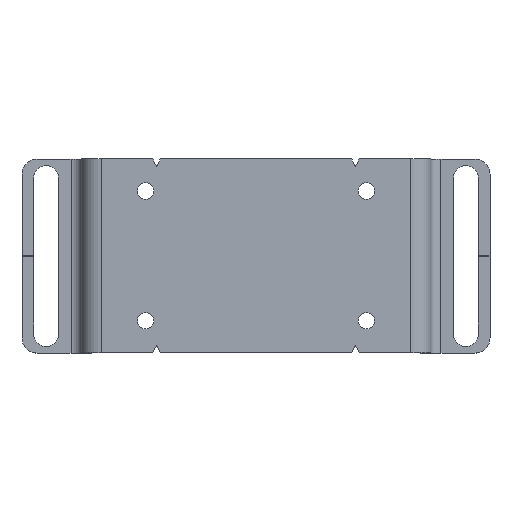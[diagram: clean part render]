
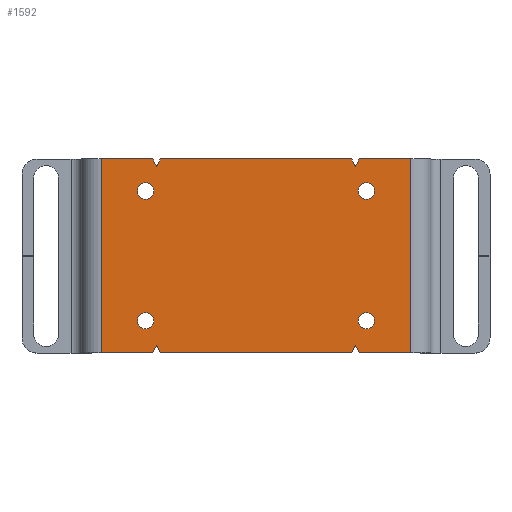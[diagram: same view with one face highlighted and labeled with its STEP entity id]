
A CAD part, top view. The second image highlights one B-rep face of the part: STEP entity #1592.
In plain terms, the highlighted planar face has unit normal (0, 0, 1).
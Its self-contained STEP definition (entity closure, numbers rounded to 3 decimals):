
#55=DIRECTION('',(0.,1.,0.));
#56=VECTOR('',#55,51.);
#57=CARTESIAN_POINT('',(40.64,-25.5,2.66));
#58=LINE('',#57,#56);
#157=DIRECTION('',(-1.,0.,0.));
#158=VECTOR('',#157,50.268);
#159=CARTESIAN_POINT('',(25.134,25.5,2.66));
#160=LINE('',#159,#158);
#177=DIRECTION('',(-0.447,0.894,0.));
#178=VECTOR('',#177,2.236);
#179=CARTESIAN_POINT('',(-26.134,23.5,2.66));
#180=LINE('',#179,#178);
#181=DIRECTION('',(-0.447,-0.894,0.));
#182=VECTOR('',#181,2.236);
#183=CARTESIAN_POINT('',(-25.134,25.5,2.66));
#184=LINE('',#183,#182);
#185=DIRECTION('',(-0.447,0.894,0.));
#186=VECTOR('',#185,2.236);
#187=CARTESIAN_POINT('',(26.134,23.5,2.66));
#188=LINE('',#187,#186);
#189=DIRECTION('',(-0.447,-0.894,0.));
#190=VECTOR('',#189,2.236);
#191=CARTESIAN_POINT('',(27.134,25.5,2.66));
#192=LINE('',#191,#190);
#193=DIRECTION('',(-1.,0.,0.));
#194=VECTOR('',#193,13.506);
#195=CARTESIAN_POINT('',(40.64,25.5,2.66));
#196=LINE('',#195,#194);
#197=DIRECTION('',(0.447,-0.894,0.));
#198=VECTOR('',#197,2.236);
#199=CARTESIAN_POINT('',(26.134,-23.5,2.66));
#200=LINE('',#199,#198);
#201=DIRECTION('',(0.447,0.894,0.));
#202=VECTOR('',#201,2.236);
#203=CARTESIAN_POINT('',(25.134,-25.5,2.66));
#204=LINE('',#203,#202);
#205=DIRECTION('',(0.447,-0.894,0.));
#206=VECTOR('',#205,2.236);
#207=CARTESIAN_POINT('',(-26.134,-23.5,2.66));
#208=LINE('',#207,#206);
#209=DIRECTION('',(0.447,0.894,0.));
#210=VECTOR('',#209,2.236);
#211=CARTESIAN_POINT('',(-27.134,-25.5,2.66));
#212=LINE('',#211,#210);
#213=CARTESIAN_POINT('',(-29.,17.05,2.66));
#214=DIRECTION('',(0.,0.,-1.));
#215=DIRECTION('',(-1.,0.,0.));
#216=AXIS2_PLACEMENT_3D('',#213,#214,#215);
#218=CARTESIAN_POINT('',(-29.,17.05,2.66));
#219=DIRECTION('',(0.,0.,-1.));
#220=DIRECTION('',(1.,0.,0.));
#221=AXIS2_PLACEMENT_3D('',#218,#219,#220);
#223=CARTESIAN_POINT('',(29.,17.05,2.66));
#224=DIRECTION('',(0.,0.,-1.));
#225=DIRECTION('',(-1.,0.,0.));
#226=AXIS2_PLACEMENT_3D('',#223,#224,#225);
#228=CARTESIAN_POINT('',(29.,17.05,2.66));
#229=DIRECTION('',(0.,0.,-1.));
#230=DIRECTION('',(1.,0.,0.));
#231=AXIS2_PLACEMENT_3D('',#228,#229,#230);
#233=CARTESIAN_POINT('',(29.,-17.05,2.66));
#234=DIRECTION('',(0.,0.,-1.));
#235=DIRECTION('',(-1.,0.,0.));
#236=AXIS2_PLACEMENT_3D('',#233,#234,#235);
#238=CARTESIAN_POINT('',(29.,-17.05,2.66));
#239=DIRECTION('',(0.,0.,-1.));
#240=DIRECTION('',(1.,0.,0.));
#241=AXIS2_PLACEMENT_3D('',#238,#239,#240);
#243=CARTESIAN_POINT('',(-29.,-17.05,2.66));
#244=DIRECTION('',(0.,0.,-1.));
#245=DIRECTION('',(-1.,0.,0.));
#246=AXIS2_PLACEMENT_3D('',#243,#244,#245);
#248=CARTESIAN_POINT('',(-29.,-17.05,2.66));
#249=DIRECTION('',(0.,0.,-1.));
#250=DIRECTION('',(1.,0.,0.));
#251=AXIS2_PLACEMENT_3D('',#248,#249,#250);
#257=DIRECTION('',(1.,0.,0.));
#258=VECTOR('',#257,13.506);
#259=CARTESIAN_POINT('',(27.134,-25.5,2.66));
#260=LINE('',#259,#258);
#281=DIRECTION('',(1.,0.,0.));
#282=VECTOR('',#281,50.268);
#283=CARTESIAN_POINT('',(-25.134,-25.5,2.66));
#284=LINE('',#283,#282);
#305=DIRECTION('',(1.,0.,0.));
#306=VECTOR('',#305,13.506);
#307=CARTESIAN_POINT('',(-40.64,-25.5,2.66));
#308=LINE('',#307,#306);
#323=DIRECTION('',(0.,-1.,0.));
#324=VECTOR('',#323,51.);
#325=CARTESIAN_POINT('',(-40.64,25.5,2.66));
#326=LINE('',#325,#324);
#633=DIRECTION('',(-1.,0.,0.));
#634=VECTOR('',#633,13.506);
#635=CARTESIAN_POINT('',(-27.134,25.5,2.66));
#636=LINE('',#635,#634);
#1011=CARTESIAN_POINT('',(40.64,-25.5,2.66));
#1012=VERTEX_POINT('',#1011);
#1016=CARTESIAN_POINT('',(40.64,25.5,2.66));
#1018=VERTEX_POINT('',#1016);
#1021=CARTESIAN_POINT('',(27.134,25.5,2.66));
#1023=VERTEX_POINT('',#1021);
#1027=CARTESIAN_POINT('',(26.134,23.5,2.66));
#1028=VERTEX_POINT('',#1027);
#1069=CARTESIAN_POINT('',(31.15,-17.05,2.66));
#1070=VERTEX_POINT('',#1069);
#1071=CARTESIAN_POINT('',(26.85,-17.05,2.66));
#1072=VERTEX_POINT('',#1071);
#1073=CARTESIAN_POINT('',(-26.134,23.5,2.66));
#1074=CARTESIAN_POINT('',(-27.134,25.5,2.66));
#1075=VERTEX_POINT('',#1073);
#1076=VERTEX_POINT('',#1074);
#1077=CARTESIAN_POINT('',(-25.134,25.5,2.66));
#1078=VERTEX_POINT('',#1077);
#1079=CARTESIAN_POINT('',(25.134,25.5,2.66));
#1080=VERTEX_POINT('',#1079);
#1081=CARTESIAN_POINT('',(27.134,-25.5,2.66));
#1082=VERTEX_POINT('',#1081);
#1083=CARTESIAN_POINT('',(26.134,-23.5,2.66));
#1084=VERTEX_POINT('',#1083);
#1085=CARTESIAN_POINT('',(25.134,-25.5,2.66));
#1086=VERTEX_POINT('',#1085);
#1087=CARTESIAN_POINT('',(-25.134,-25.5,2.66));
#1088=VERTEX_POINT('',#1087);
#1089=CARTESIAN_POINT('',(-26.134,-23.5,2.66));
#1090=VERTEX_POINT('',#1089);
#1091=CARTESIAN_POINT('',(-27.134,-25.5,2.66));
#1092=VERTEX_POINT('',#1091);
#1093=CARTESIAN_POINT('',(-40.64,-25.5,2.66));
#1094=VERTEX_POINT('',#1093);
#1095=CARTESIAN_POINT('',(-40.64,25.5,2.66));
#1096=VERTEX_POINT('',#1095);
#1097=CARTESIAN_POINT('',(-31.15,17.05,2.66));
#1098=CARTESIAN_POINT('',(-26.85,17.05,2.66));
#1099=VERTEX_POINT('',#1097);
#1100=VERTEX_POINT('',#1098);
#1101=CARTESIAN_POINT('',(26.85,17.05,2.66));
#1102=CARTESIAN_POINT('',(31.15,17.05,2.66));
#1103=VERTEX_POINT('',#1101);
#1104=VERTEX_POINT('',#1102);
#1105=CARTESIAN_POINT('',(-31.15,-17.05,2.66));
#1106=CARTESIAN_POINT('',(-26.85,-17.05,2.66));
#1107=VERTEX_POINT('',#1105);
#1108=VERTEX_POINT('',#1106);
#1536=CARTESIAN_POINT('',(0.,0.,2.66));
#1537=DIRECTION('',(0.,0.,1.));
#1538=DIRECTION('',(1.,0.,0.));
#1539=AXIS2_PLACEMENT_3D('',#1536,#1537,#1538);
#1540=PLANE('',#1539);
#1541=ORIENTED_EDGE('',*,*,#1488,.F.);
#1542=ORIENTED_EDGE('',*,*,#1503,.F.);
#1543=ORIENTED_EDGE('',*,*,#1516,.F.);
#1544=ORIENTED_EDGE('',*,*,#1530,.F.);
#1545=ORIENTED_EDGE('',*,*,#1411,.F.);
#1546=ORIENTED_EDGE('',*,*,#1398,.F.);
#1547=ORIENTED_EDGE('',*,*,#1368,.F.);
#1549=ORIENTED_EDGE('',*,*,#1548,.F.);
#1551=ORIENTED_EDGE('',*,*,#1550,.F.);
#1553=ORIENTED_EDGE('',*,*,#1552,.F.);
#1555=ORIENTED_EDGE('',*,*,#1554,.F.);
#1557=ORIENTED_EDGE('',*,*,#1556,.F.);
#1559=ORIENTED_EDGE('',*,*,#1558,.F.);
#1561=ORIENTED_EDGE('',*,*,#1560,.F.);
#1563=ORIENTED_EDGE('',*,*,#1562,.F.);
#1565=ORIENTED_EDGE('',*,*,#1564,.F.);
#1566=EDGE_LOOP('',(#1541,#1542,#1543,#1544,#1545,#1546,#1547,#1549,#1551,#1553,
#1555,#1557,#1559,#1561,#1563,#1565));
#1567=FACE_OUTER_BOUND('',#1566,.F.);
#1569=ORIENTED_EDGE('',*,*,#1568,.F.);
#1571=ORIENTED_EDGE('',*,*,#1570,.F.);
#1572=EDGE_LOOP('',(#1569,#1571));
#1573=FACE_BOUND('',#1572,.F.);
#1575=ORIENTED_EDGE('',*,*,#1574,.F.);
#1577=ORIENTED_EDGE('',*,*,#1576,.F.);
#1578=EDGE_LOOP('',(#1575,#1577));
#1579=FACE_BOUND('',#1578,.F.);
#1581=ORIENTED_EDGE('',*,*,#1580,.F.);
#1583=ORIENTED_EDGE('',*,*,#1582,.F.);
#1584=EDGE_LOOP('',(#1581,#1583));
#1585=FACE_BOUND('',#1584,.F.);
#1587=ORIENTED_EDGE('',*,*,#1586,.F.);
#1589=ORIENTED_EDGE('',*,*,#1588,.F.);
#1590=EDGE_LOOP('',(#1587,#1589));
#1591=FACE_BOUND('',#1590,.F.);
#1592=ADVANCED_FACE('',(#1567,#1573,#1579,#1585,#1591),#1540,.T.);
#217=CIRCLE('',#216,2.15);
#222=CIRCLE('',#221,2.15);
#227=CIRCLE('',#226,2.15);
#232=CIRCLE('',#231,2.15);
#237=CIRCLE('',#236,2.15);
#242=CIRCLE('',#241,2.15);
#247=CIRCLE('',#246,2.15);
#252=CIRCLE('',#251,2.15);
#1368=EDGE_CURVE('',#1012,#1018,#58,.T.);
#1398=EDGE_CURVE('',#1018,#1023,#196,.T.);
#1411=EDGE_CURVE('',#1023,#1028,#192,.T.);
#1488=EDGE_CURVE('',#1075,#1076,#180,.T.);
#1503=EDGE_CURVE('',#1078,#1075,#184,.T.);
#1516=EDGE_CURVE('',#1080,#1078,#160,.T.);
#1530=EDGE_CURVE('',#1028,#1080,#188,.T.);
#1548=EDGE_CURVE('',#1082,#1012,#260,.T.);
#1550=EDGE_CURVE('',#1084,#1082,#200,.T.);
#1552=EDGE_CURVE('',#1086,#1084,#204,.T.);
#1554=EDGE_CURVE('',#1088,#1086,#284,.T.);
#1556=EDGE_CURVE('',#1090,#1088,#208,.T.);
#1558=EDGE_CURVE('',#1092,#1090,#212,.T.);
#1560=EDGE_CURVE('',#1094,#1092,#308,.T.);
#1562=EDGE_CURVE('',#1096,#1094,#326,.T.);
#1564=EDGE_CURVE('',#1076,#1096,#636,.T.);
#1568=EDGE_CURVE('',#1099,#1100,#217,.T.);
#1570=EDGE_CURVE('',#1100,#1099,#222,.T.);
#1574=EDGE_CURVE('',#1103,#1104,#227,.T.);
#1576=EDGE_CURVE('',#1104,#1103,#232,.T.);
#1580=EDGE_CURVE('',#1072,#1070,#237,.T.);
#1582=EDGE_CURVE('',#1070,#1072,#242,.T.);
#1586=EDGE_CURVE('',#1107,#1108,#247,.T.);
#1588=EDGE_CURVE('',#1108,#1107,#252,.T.);
